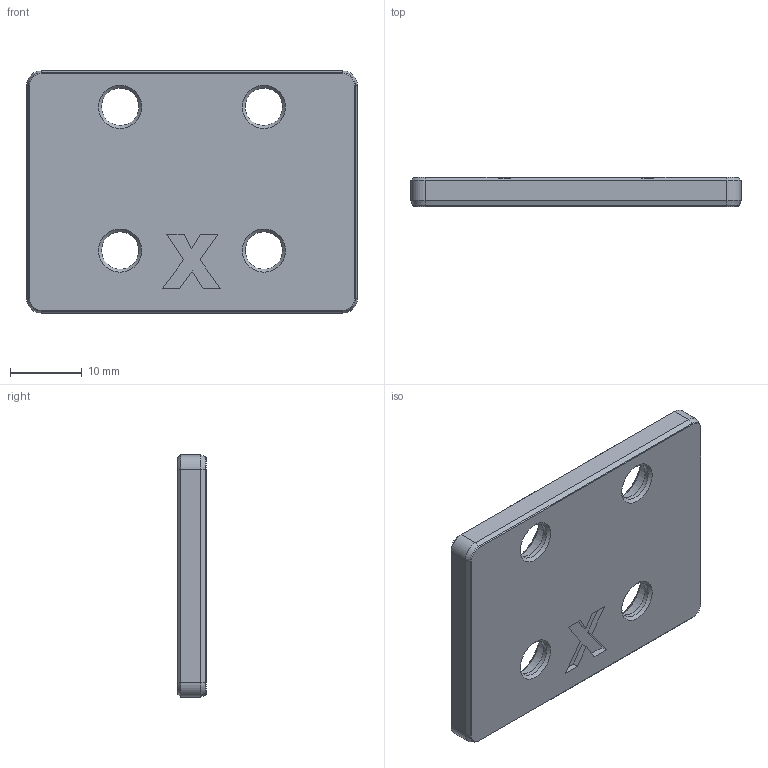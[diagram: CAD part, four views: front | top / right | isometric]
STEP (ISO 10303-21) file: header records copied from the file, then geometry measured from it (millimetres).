
FILE_DESCRIPTION(/* description */ (''),/* implementation_level */ '2;1');
FILE_NAME(/* name */ 'B-X_Carriage_Cap_1515_2-B.stp',/* time_stamp */ '2020-10-15T14:14:49-07:00',/* author */ (''),/* organization */ (''),/* preprocessor_version */ 'ST-DEVELOPER v18.1',/* originating_system */ 'Autodesk Translation Framework v9.3.0.1241',/* authorisation */ '');
FILE_SCHEMA (('AUTOMOTIVE_DESIGN { 1 0 10303 214 3 1 1 }'));
Length unit declared in the file: millimetre
Products named in the file (1): Cap
Bounding box: 46 x 4 x 33.7 mm (x, y, z)
Volume: 5337.2 mm3; surface area: 3830.2 mm2
Topology: 1 solids, 1 shells, 67 faces, 158 edges, 96 vertices
Faces by surface type: plane 35, cone 20, cylinder 12
Full cylindrical faces by diameter (mm): 5.2 x4, 8.5 x4
Entity records: 1948 total; most frequent: DIRECTION 338, CARTESIAN_POINT 330, ORIENTED_EDGE 316, EDGE_CURVE 158, AXIS2_PLACEMENT_3D 116, LINE 106, VECTOR 106, VERTEX_POINT 96
